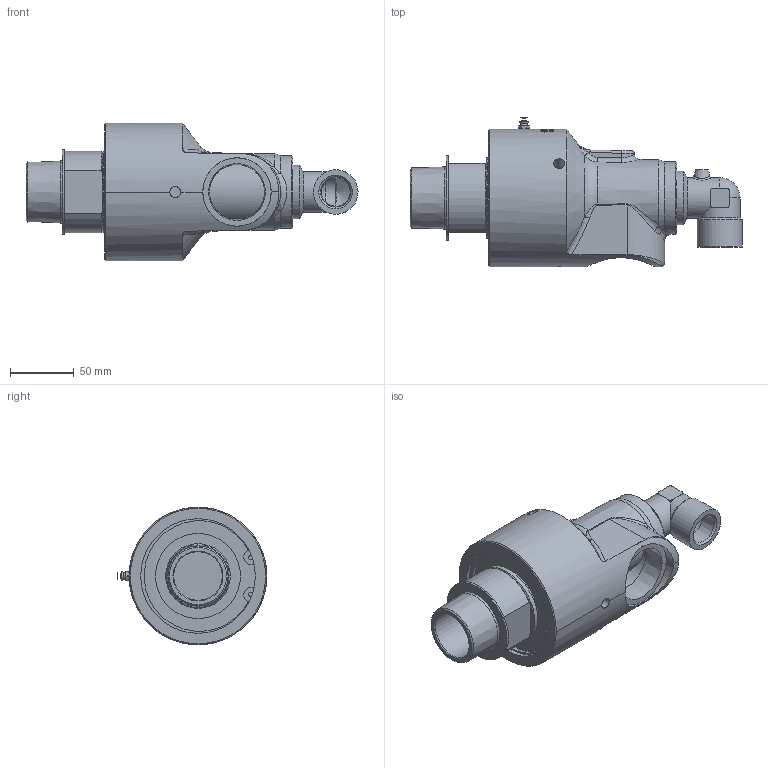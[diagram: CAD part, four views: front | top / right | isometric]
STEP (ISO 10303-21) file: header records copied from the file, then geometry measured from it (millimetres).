
FILE_DESCRIPTION(/* description */ (''),/* implementation_level */ '2;1');
FILE_NAME(/* name */ '555-000-001144-IC.stp',/* time_stamp */ '2020-05-20T09:40:43-05:00',/* author */ ('GALINDOLM'),/* organization */ (''),/* preprocessor_version */ 'ST-DEVELOPER v18',/* originating_system */ 'Autodesk Inventor 2020',/* authorisation */ '');
FILE_SCHEMA (('AUTOMOTIVE_DESIGN { 1 0 10303 214 3 1 1 }'));
Length unit declared in the file: millimetre
Products named in the file (1): 555-000-001144-IC
Bounding box: 260.68 x 117.41 x 108 mm (x, y, z)
Volume: 989705.7 mm3; surface area: 105172.2 mm2
Topology: 1 solids, 2 shells, 545 faces, 1461 edges, 970 vertices
Faces by surface type: bspline 250, plane 153, cylinder 88, cone 46, torus 7, sphere 1
Full cylindrical faces by diameter (mm): 2.005 x1, 3.12 x2, 3.5 x1, 5.359 x1, 8.6 x3, 22.631 x1, 25.257 x1, 32 x1, 35 x1, 38.1 x1, 43.256 x1, 50.8 x1, 53.7 x1, 56.25 x1, 64 x1, 66.7 x1, 90.07 x1
Entity records: 30570 total; most frequent: CARTESIAN_POINT 17959, ORIENTED_EDGE 2914, DIRECTION 1992, EDGE_CURVE 1457, VERTEX_POINT 970, AXIS2_PLACEMENT_3D 749, EDGE_LOOP 601, FACE_OUTER_BOUND 545
